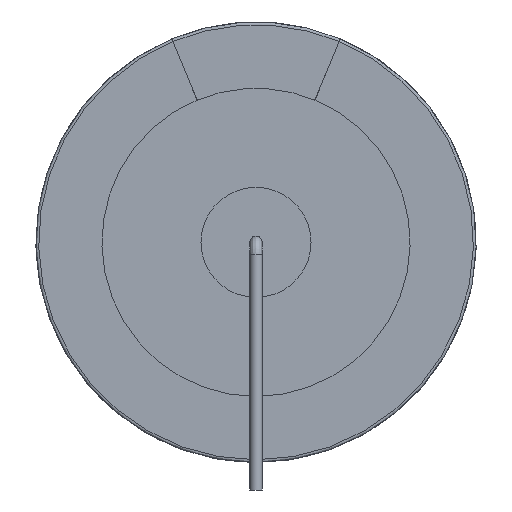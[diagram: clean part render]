
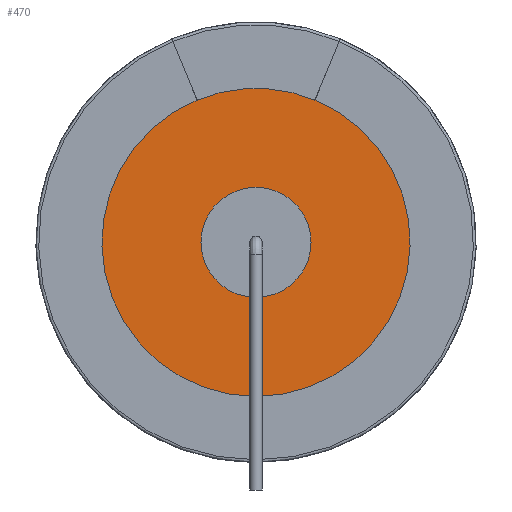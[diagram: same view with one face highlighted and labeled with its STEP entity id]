
A CAD part, left-side view. The second image highlights one B-rep face of the part: STEP entity #470.
In plain terms, the highlighted planar face has unit normal (-1, 0, 0).
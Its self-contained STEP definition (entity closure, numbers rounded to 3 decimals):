
#34=AXIS2_PLACEMENT_3D('',#35,#36,#37);
#35=CARTESIAN_POINT('',(3.7,0.,16.));
#36=DIRECTION('',(-1.,0.,0.));
#37=DIRECTION('',(0.,-0.383,0.924));
#120=VECTOR('',#121,1.);
#121=DIRECTION('',(0.,0.383,-0.924));
#204=VERTEX_POINT('',#205);
#205=CARTESIAN_POINT('',(3.7,-4.286,26.347));
#210=EDGE_CURVE('',#204,#211,#213,.T.);
#211=VERTEX_POINT('',#212);
#212=CARTESIAN_POINT('',(3.7,-4.282,26.338));
#213=LINE('',#214,#120);
#214=CARTESIAN_POINT('',(3.7,-1.538,19.713));
#348=VECTOR('',#349,1.);
#349=DIRECTION('',(0.,-0.383,-0.924));
#426=VERTEX_POINT('',#427);
#427=CARTESIAN_POINT('',(3.7,4.286,26.347));
#430=ORIENTED_EDGE('',*,*,#431,.T.);
#431=EDGE_CURVE('',#426,#432,#434,.T.);
#432=VERTEX_POINT('',#433);
#433=CARTESIAN_POINT('',(3.7,4.282,26.338));
#434=LINE('',#435,#348);
#435=CARTESIAN_POINT('',(3.7,1.538,19.713));
#464=EDGE_CURVE('',#211,#432,#465,.T.);
#465=CIRCLE('',#34,11.19);
#470=ADVANCED_FACE('',(#471,#485),#492,.F.);
#471=FACE_BOUND('',#472,.F.);
#472=EDGE_LOOP('',(#473,#481,#430,#483,#484));
#473=ORIENTED_EDGE('',*,*,#474,.T.);
#474=EDGE_CURVE('',#204,#475,#477,.T.);
#475=VERTEX_POINT('',#476);
#476=CARTESIAN_POINT('',(3.7,0.,4.8));
#477=CIRCLE('',#478,11.2);
#478=AXIS2_PLACEMENT_3D('',#35,#479,#480);
#479=DIRECTION('',(1.,-0.,0.));
#480=DIRECTION('',(0.,0.,-1.));
#481=ORIENTED_EDGE('',*,*,#482,.T.);
#482=EDGE_CURVE('',#475,#426,#477,.T.);
#483=ORIENTED_EDGE('',*,*,#464,.F.);
#484=ORIENTED_EDGE('',*,*,#210,.F.);
#485=FACE_BOUND('',#486,.F.);
#486=EDGE_LOOP('',(#487));
#487=ORIENTED_EDGE('',*,*,#488,.F.);
#488=EDGE_CURVE('',#489,#489,#491,.T.);
#489=VERTEX_POINT('',#490);
#490=CARTESIAN_POINT('',(3.7,0.,12.));
#491=CIRCLE('',#478,4.);
#492=PLANE('',#493);
#493=AXIS2_PLACEMENT_3D('',#494,#495,#480);
#494=CARTESIAN_POINT('',(3.7,0.,16.));
#495=DIRECTION('',(1.,0.,0.));
